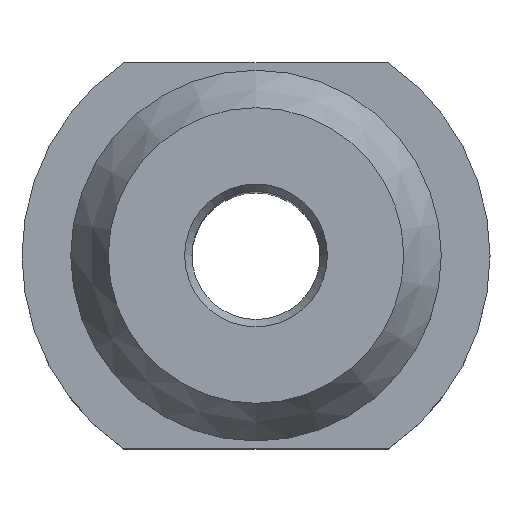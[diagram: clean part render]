
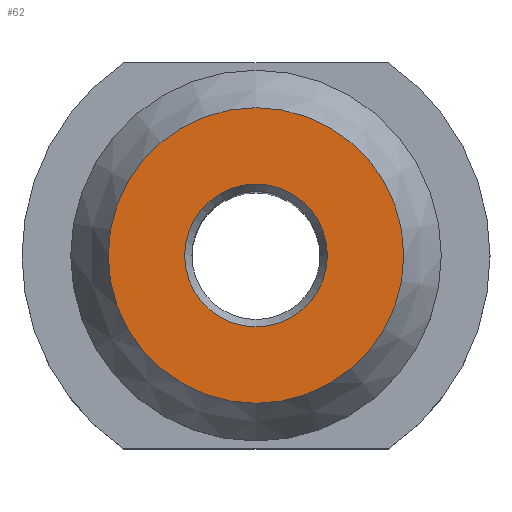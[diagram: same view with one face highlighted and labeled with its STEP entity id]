
A CAD part, top view. The second image highlights one B-rep face of the part: STEP entity #62.
In plain terms, the highlighted planar face has unit normal (0, 0, 1).
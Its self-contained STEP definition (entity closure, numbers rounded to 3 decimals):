
#62=ADVANCED_FACE('',(#116,#117),#90,.F.);
#90=PLANE('',#427);
#116=FACE_BOUND('',#170,.T.);
#117=FACE_BOUND('',#171,.T.);
#170=EDGE_LOOP('',(#238));
#171=EDGE_LOOP('',(#239));
#238=ORIENTED_EDGE('',*,*,#341,.F.);
#239=ORIENTED_EDGE('',*,*,#342,.T.);
#304=VERTEX_POINT('',#641);
#305=VERTEX_POINT('',#643);
#341=EDGE_CURVE('',#304,#304,#370,.T.);
#342=EDGE_CURVE('',#305,#305,#371,.T.);
#370=CIRCLE('',#425,11.545);
#371=CIRCLE('',#426,5.577);
#425=AXIS2_PLACEMENT_3D('',#640,#510,#511);
#426=AXIS2_PLACEMENT_3D('',#642,#512,#513);
#427=AXIS2_PLACEMENT_3D('',#644,#514,#515);
#510=DIRECTION('',(0.,0.,-1.));
#511=DIRECTION('',(0.,1.,0.));
#512=DIRECTION('',(0.,0.,-1.));
#513=DIRECTION('',(0.,1.,0.));
#514=DIRECTION('',(0.,0.,-1.));
#515=DIRECTION('',(0.,1.,0.));
#640=CARTESIAN_POINT('',(0.,0.,25.4));
#641=CARTESIAN_POINT('',(0.,11.545,25.4));
#642=CARTESIAN_POINT('',(0.,0.,25.4));
#643=CARTESIAN_POINT('',(0.,5.577,25.4));
#644=CARTESIAN_POINT('',(0.,5.577,25.4));
